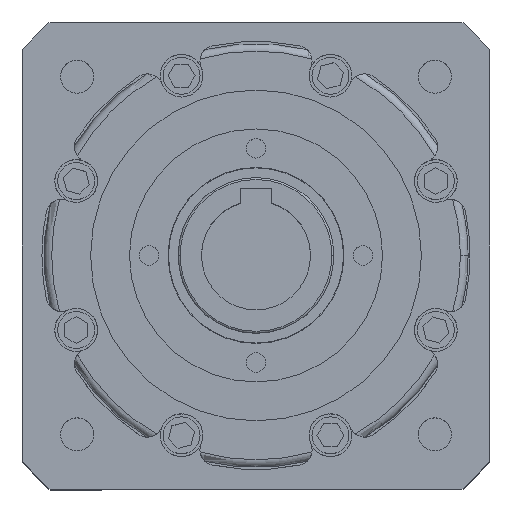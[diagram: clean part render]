
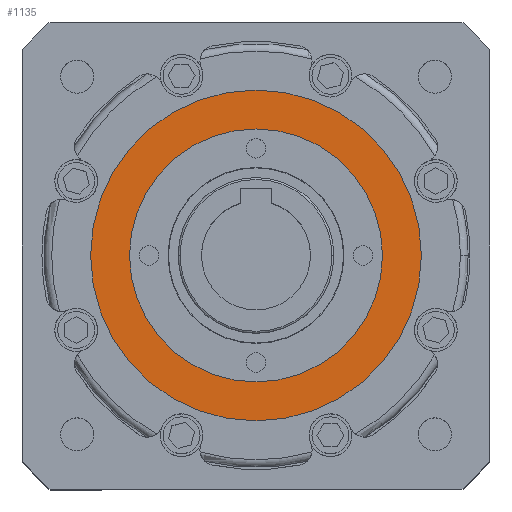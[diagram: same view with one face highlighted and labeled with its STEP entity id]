
A CAD part, top view. The second image highlights one B-rep face of the part: STEP entity #1135.
In plain terms, the highlighted planar face has unit normal (0, 0, 1).
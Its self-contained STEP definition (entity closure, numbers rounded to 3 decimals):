
#151 = AXIS2_PLACEMENT_3D ( 'NONE', #9885, #9970, #9733 ) ;
#197 = CIRCLE ( 'NONE', #9437, 42.5 ) ;
#1135 = ADVANCED_FACE ( 'NONE', ( #7092, #11348 ), #11510, .T. ) ;
#1333 = CARTESIAN_POINT ( 'NONE',  ( 0., 0., 125.9 ) ) ;
#1550 = EDGE_CURVE ( 'NONE', #5085, #1906, #197, .T. ) ;
#1666 = EDGE_CURVE ( 'NONE', #9886, #10307, #3664, .T. ) ;
#1690 = EDGE_LOOP ( 'NONE', ( #7778, #6213 ) ) ;
#1906 = VERTEX_POINT ( 'NONE', #8012 ) ;
#1914 = CARTESIAN_POINT ( 'NONE',  ( 42.5, 0., 125.9 ) ) ;
#2227 = ORIENTED_EDGE ( 'NONE', *, *, #1550, .T. ) ;
#2549 = DIRECTION ( 'NONE',  ( 1., 0., 0. ) ) ;
#2682 = AXIS2_PLACEMENT_3D ( 'NONE', #6588, #6766, #6811 ) ;
#3664 = CIRCLE ( 'NONE', #2682, 32.5 ) ;
#4964 = DIRECTION ( 'NONE',  ( 0., 0., 1. ) ) ;
#5085 = VERTEX_POINT ( 'NONE', #1914 ) ;
#5496 = CIRCLE ( 'NONE', #7755, 32.5 ) ;
#6213 = ORIENTED_EDGE ( 'NONE', *, *, #1666, .F. ) ;
#6365 = CARTESIAN_POINT ( 'NONE',  ( 32.5, 0., 125.9 ) ) ;
#6459 = EDGE_CURVE ( 'NONE', #1906, #5085, #7065, .T. ) ;
#6588 = CARTESIAN_POINT ( 'NONE',  ( 0., 0., 125.9 ) ) ;
#6751 = EDGE_CURVE ( 'NONE', #10307, #9886, #5496, .T. ) ;
#6766 = DIRECTION ( 'NONE',  ( 0., 0., 1. ) ) ;
#6811 = DIRECTION ( 'NONE',  ( 1., 0., 0. ) ) ;
#7065 = CIRCLE ( 'NONE', #8348, 42.5 ) ;
#7092 = FACE_BOUND ( 'NONE', #1690, .T. ) ;
#7380 = ORIENTED_EDGE ( 'NONE', *, *, #6459, .T. ) ;
#7728 = DIRECTION ( 'NONE',  ( 0., 0., 1. ) ) ;
#7755 = AXIS2_PLACEMENT_3D ( 'NONE', #1333, #7728, #2549 ) ;
#7778 = ORIENTED_EDGE ( 'NONE', *, *, #6751, .F. ) ;
#8012 = CARTESIAN_POINT ( 'NONE',  ( -42.5, 0., 125.9 ) ) ;
#8348 = AXIS2_PLACEMENT_3D ( 'NONE', #10407, #4964, #11325 ) ;
#8443 = CARTESIAN_POINT ( 'NONE',  ( -32.5, 0., 125.9 ) ) ;
#8685 = DIRECTION ( 'NONE',  ( 1., 0., 0. ) ) ;
#8730 = DIRECTION ( 'NONE',  ( 0., 0., 1. ) ) ;
#9437 = AXIS2_PLACEMENT_3D ( 'NONE', #9553, #8730, #8685 ) ;
#9553 = CARTESIAN_POINT ( 'NONE',  ( 0., 0., 125.9 ) ) ;
#9733 = DIRECTION ( 'NONE',  ( 1., 0., 0. ) ) ;
#9885 = CARTESIAN_POINT ( 'NONE',  ( 0., 0., 125.9 ) ) ;
#9886 = VERTEX_POINT ( 'NONE', #8443 ) ;
#9970 = DIRECTION ( 'NONE',  ( 0., 0., 1. ) ) ;
#10307 = VERTEX_POINT ( 'NONE', #6365 ) ;
#10383 = EDGE_LOOP ( 'NONE', ( #2227, #7380 ) ) ;
#10407 = CARTESIAN_POINT ( 'NONE',  ( 0., 0., 125.9 ) ) ;
#11325 = DIRECTION ( 'NONE',  ( 1., 0., 0. ) ) ;
#11348 = FACE_OUTER_BOUND ( 'NONE', #10383, .T. ) ;
#11510 = PLANE ( 'NONE',  #151 ) ;
